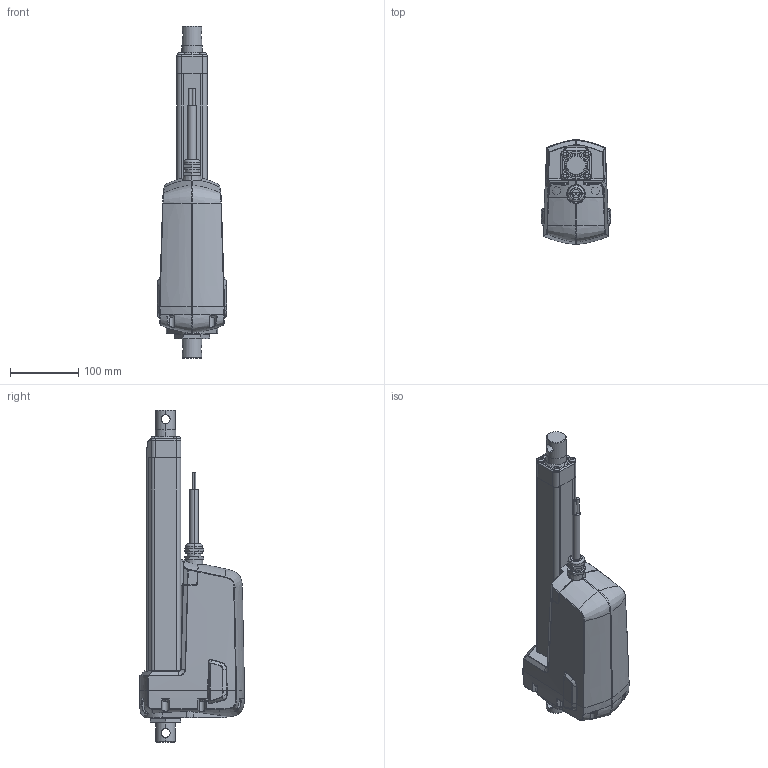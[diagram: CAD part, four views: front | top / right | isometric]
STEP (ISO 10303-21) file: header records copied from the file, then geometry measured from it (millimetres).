
FILE_DESCRIPTION (( 'STEP AP214' ), '1' );
FILE_NAME ('805G3D20200715.STEP', '2020-07-15T05:26:12', ( '' ), ( '' ), 'SwSTEP 2.0', 'SolidWorks 2016', '' );
FILE_SCHEMA (( 'AUTOMOTIVE_DESIGN' ));
Length unit declared in the file: millimetre
Products named in the file (4): m8; 805G三维20200710; 805G3D20200715; m4
Assembly tree (10 placements, depth 2):
  805G3D20200715
    805G三维20200710
    m8
    m4  x8
Bounding box: 102.16 x 153.89 x 486.22 mm (x, y, z)
Volume: 2725890.2 mm3; surface area: 260083.2 mm2
Topology: 24 solids, 24 shells, 1118 faces, 2682 edges, 1644 vertices
Faces by surface type: bspline 389, cylinder 323, plane 300, cone 62, torus 42, sphere 2
Entity records: 50727 total; most frequent: CARTESIAN_POINT 31214, ORIENTED_EDGE 4574, DIRECTION 3182, EDGE_CURVE 2287, VERTEX_POINT 1392, AXIS2_PLACEMENT_3D 1230, EDGE_LOOP 991, ADVANCED_FACE 957
